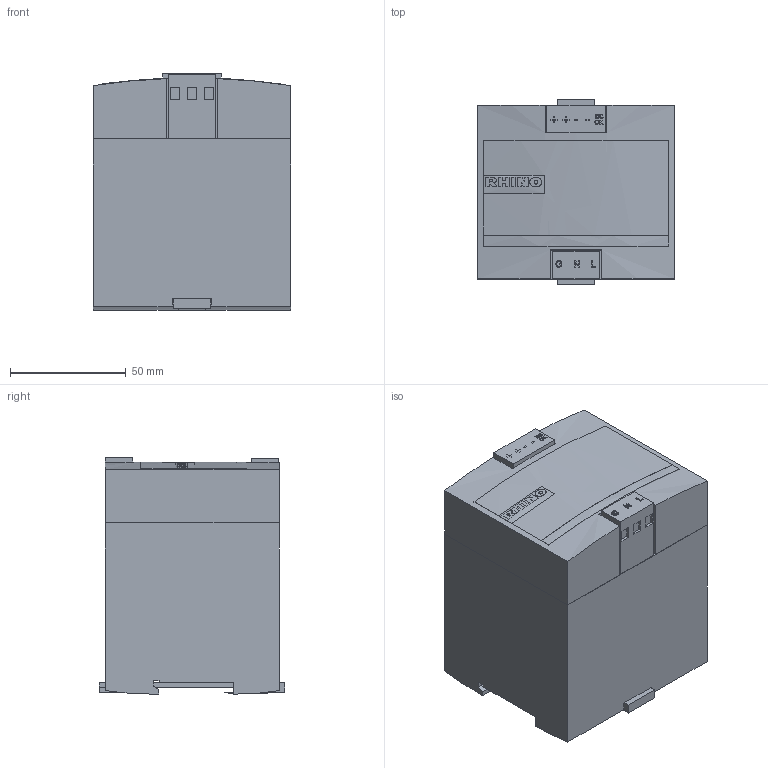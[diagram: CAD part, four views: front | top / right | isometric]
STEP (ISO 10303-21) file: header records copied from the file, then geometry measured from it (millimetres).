
FILE_DESCRIPTION (( 'STEP AP203' ), '1' );
FILE_NAME ('PSP12-120S.STEP', '2011-10-11T17:17:02', ( '.adc' ), ( '' ), 'SwSTEP 2.0', 'SolidWorks 2011', '' );
FILE_SCHEMA (( 'CONFIG_CONTROL_DESIGN' ));
Length unit declared in the file: millimetre
Products named in the file (1): PSP12-120S
Bounding box: 85 x 80 x 101.81 mm (x, y, z)
Surface area: 71704.4 mm2
Topology: 6 solids, 6 shells, 320 faces, 837 edges, 558 vertices
Faces by surface type: plane 249, bspline 71
Entity records: 12329 total; most frequent: CARTESIAN_POINT 4924, ORIENTED_EDGE 1674, DIRECTION 1160, EDGE_CURVE 837, LINE 660, VECTOR 660, VERTEX_POINT 558, EDGE_LOOP 349
